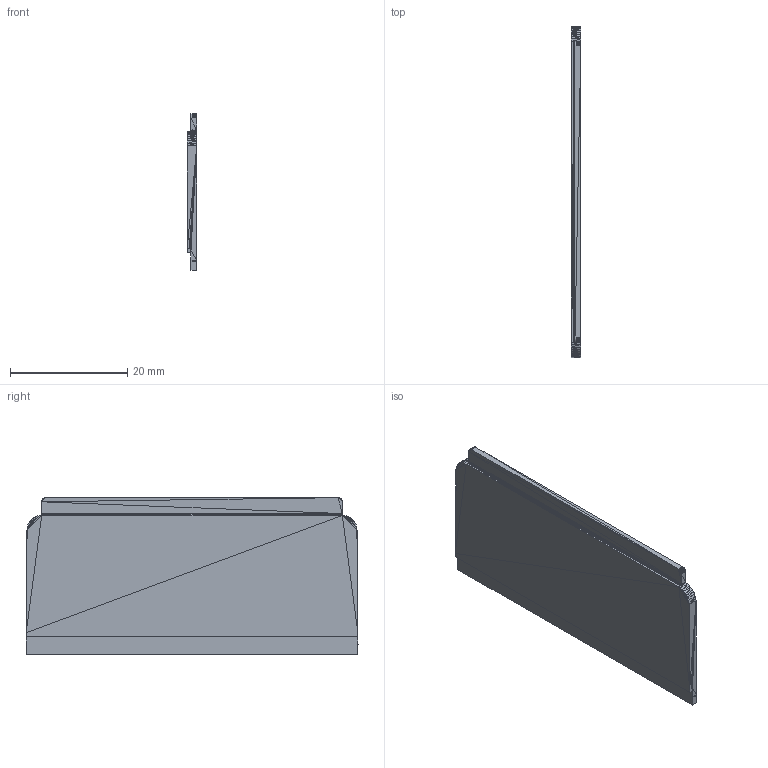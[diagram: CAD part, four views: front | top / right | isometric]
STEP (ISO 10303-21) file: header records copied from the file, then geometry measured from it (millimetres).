
FILE_DESCRIPTION (( 'STEP AP203' ), '1' );
FILE_NAME ('blank port insert 3.STEP', '2025-04-13T14:05:03', ( '' ), ( '' ), 'SwSTEP 2.0', 'SolidWorks 2022', '' );
FILE_SCHEMA (( 'CONFIG_CONTROL_DESIGN' ));
Length unit declared in the file: millimetre
Products named in the file (1): blank port insert 3
Bounding box: 1.65 x 56.53 x 26.69 mm (x, y, z)
Volume: 2241.3 mm3; surface area: 3225.7 mm2
Topology: 1 solids, 1 shells, 310 faces, 500 edges, 192 vertices
Faces by surface type: plane 310
Entity records: 6449 total; most frequent: DIRECTION 1122, CARTESIAN_POINT 1003, ORIENTED_EDGE 1000, EDGE_CURVE 500, VECTOR 500, LINE 500, AXIS2_PLACEMENT_3D 311, FACE_OUTER_BOUND 310
